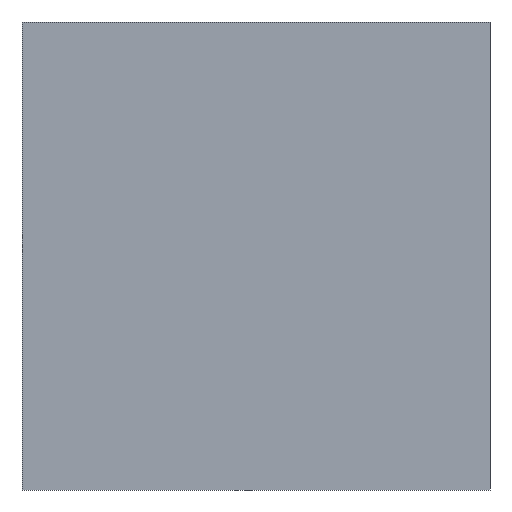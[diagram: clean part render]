
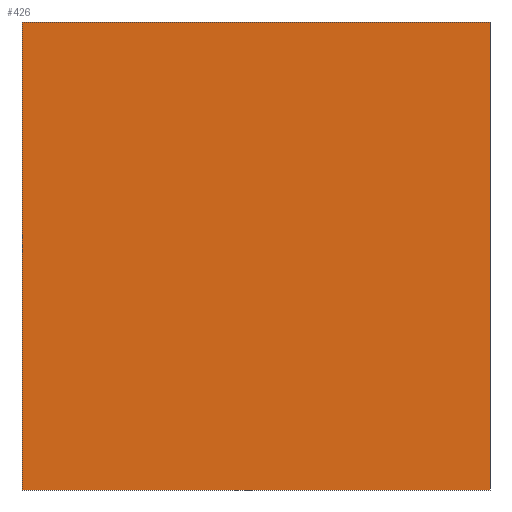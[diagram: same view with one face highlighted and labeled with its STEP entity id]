
A CAD part, left-side view. The second image highlights one B-rep face of the part: STEP entity #426.
In plain terms, the highlighted planar face has unit normal (-1, 0, 0).
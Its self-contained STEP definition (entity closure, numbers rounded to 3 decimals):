
#44 = PLANE('',#45);
#45 = AXIS2_PLACEMENT_3D('',#46,#47,#48);
#46 = CARTESIAN_POINT('',(0.,0.,0.));
#47 = DIRECTION('',(0.,1.,0.));
#48 = DIRECTION('',(0.,0.,1.));
#72 = PLANE('',#73);
#73 = AXIS2_PLACEMENT_3D('',#74,#75,#76);
#74 = CARTESIAN_POINT('',(0.,0.,0.));
#75 = DIRECTION('',(0.,0.,1.));
#76 = DIRECTION('',(1.,0.,0.));
#100 = PLANE('',#101);
#101 = AXIS2_PLACEMENT_3D('',#102,#103,#104);
#102 = CARTESIAN_POINT('',(0.,1.,0.));
#103 = DIRECTION('',(0.,1.,0.));
#104 = DIRECTION('',(0.,0.,1.));
#143 = VERTEX_POINT('',#144);
#144 = CARTESIAN_POINT('',(0.,0.,0.));
#165 = EDGE_CURVE('',#143,#166,#168,.T.);
#166 = VERTEX_POINT('',#167);
#167 = CARTESIAN_POINT('',(0.,0.,1.));
#168 = SURFACE_CURVE('',#169,(#173,#180),.PCURVE_S1.);
#169 = LINE('',#170,#171);
#170 = CARTESIAN_POINT('',(0.,0.,0.));
#171 = VECTOR('',#172,1.);
#172 = DIRECTION('',(0.,0.,1.));
#173 = PCURVE('',#44,#174);
#174 = DEFINITIONAL_REPRESENTATION('',(#175),#179);
#175 = LINE('',#176,#177);
#176 = CARTESIAN_POINT('',(0.,0.));
#177 = VECTOR('',#178,1.);
#178 = DIRECTION('',(1.,0.));
#179 = ( GEOMETRIC_REPRESENTATION_CONTEXT(2) 
PARAMETRIC_REPRESENTATION_CONTEXT() REPRESENTATION_CONTEXT('2D SPACE',''
  ) );
#180 = PCURVE('',#181,#186);
#181 = PLANE('',#182);
#182 = AXIS2_PLACEMENT_3D('',#183,#184,#185);
#183 = CARTESIAN_POINT('',(0.,0.,0.));
#184 = DIRECTION('',(1.,0.,0.));
#185 = DIRECTION('',(0.,0.,1.));
#186 = DEFINITIONAL_REPRESENTATION('',(#187),#191);
#187 = LINE('',#188,#189);
#188 = CARTESIAN_POINT('',(0.,0.));
#189 = VECTOR('',#190,1.);
#190 = DIRECTION('',(1.,0.));
#191 = ( GEOMETRIC_REPRESENTATION_CONTEXT(2) 
PARAMETRIC_REPRESENTATION_CONTEXT() REPRESENTATION_CONTEXT('2D SPACE',''
  ) );
#209 = PLANE('',#210);
#210 = AXIS2_PLACEMENT_3D('',#211,#212,#213);
#211 = CARTESIAN_POINT('',(0.,0.,1.));
#212 = DIRECTION('',(0.,0.,1.));
#213 = DIRECTION('',(1.,0.,0.));
#304 = EDGE_CURVE('',#143,#305,#307,.T.);
#305 = VERTEX_POINT('',#306);
#306 = CARTESIAN_POINT('',(0.,1.,0.));
#307 = SURFACE_CURVE('',#308,(#312,#319),.PCURVE_S1.);
#308 = LINE('',#309,#310);
#309 = CARTESIAN_POINT('',(0.,0.,0.));
#310 = VECTOR('',#311,1.);
#311 = DIRECTION('',(0.,1.,0.));
#312 = PCURVE('',#72,#313);
#313 = DEFINITIONAL_REPRESENTATION('',(#314),#318);
#314 = LINE('',#315,#316);
#315 = CARTESIAN_POINT('',(0.,0.));
#316 = VECTOR('',#317,1.);
#317 = DIRECTION('',(0.,1.));
#318 = ( GEOMETRIC_REPRESENTATION_CONTEXT(2) 
PARAMETRIC_REPRESENTATION_CONTEXT() REPRESENTATION_CONTEXT('2D SPACE',''
  ) );
#319 = PCURVE('',#181,#320);
#320 = DEFINITIONAL_REPRESENTATION('',(#321),#325);
#321 = LINE('',#322,#323);
#322 = CARTESIAN_POINT('',(0.,0.));
#323 = VECTOR('',#324,1.);
#324 = DIRECTION('',(0.,-1.));
#325 = ( GEOMETRIC_REPRESENTATION_CONTEXT(2) 
PARAMETRIC_REPRESENTATION_CONTEXT() REPRESENTATION_CONTEXT('2D SPACE',''
  ) );
#355 = EDGE_CURVE('',#305,#356,#358,.T.);
#356 = VERTEX_POINT('',#357);
#357 = CARTESIAN_POINT('',(0.,1.,1.));
#358 = SURFACE_CURVE('',#359,(#363,#370),.PCURVE_S1.);
#359 = LINE('',#360,#361);
#360 = CARTESIAN_POINT('',(0.,1.,0.));
#361 = VECTOR('',#362,1.);
#362 = DIRECTION('',(0.,0.,1.));
#363 = PCURVE('',#100,#364);
#364 = DEFINITIONAL_REPRESENTATION('',(#365),#369);
#365 = LINE('',#366,#367);
#366 = CARTESIAN_POINT('',(0.,0.));
#367 = VECTOR('',#368,1.);
#368 = DIRECTION('',(1.,0.));
#369 = ( GEOMETRIC_REPRESENTATION_CONTEXT(2) 
PARAMETRIC_REPRESENTATION_CONTEXT() REPRESENTATION_CONTEXT('2D SPACE',''
  ) );
#370 = PCURVE('',#181,#371);
#371 = DEFINITIONAL_REPRESENTATION('',(#372),#376);
#372 = LINE('',#373,#374);
#373 = CARTESIAN_POINT('',(0.,-1.));
#374 = VECTOR('',#375,1.);
#375 = DIRECTION('',(1.,0.));
#376 = ( GEOMETRIC_REPRESENTATION_CONTEXT(2) 
PARAMETRIC_REPRESENTATION_CONTEXT() REPRESENTATION_CONTEXT('2D SPACE',''
  ) );
#404 = EDGE_CURVE('',#166,#356,#405,.T.);
#405 = SURFACE_CURVE('',#406,(#410,#417),.PCURVE_S1.);
#406 = LINE('',#407,#408);
#407 = CARTESIAN_POINT('',(0.,0.,1.));
#408 = VECTOR('',#409,1.);
#409 = DIRECTION('',(0.,1.,0.));
#410 = PCURVE('',#209,#411);
#411 = DEFINITIONAL_REPRESENTATION('',(#412),#416);
#412 = LINE('',#413,#414);
#413 = CARTESIAN_POINT('',(0.,0.));
#414 = VECTOR('',#415,1.);
#415 = DIRECTION('',(0.,1.));
#416 = ( GEOMETRIC_REPRESENTATION_CONTEXT(2) 
PARAMETRIC_REPRESENTATION_CONTEXT() REPRESENTATION_CONTEXT('2D SPACE',''
  ) );
#417 = PCURVE('',#181,#418);
#418 = DEFINITIONAL_REPRESENTATION('',(#419),#423);
#419 = LINE('',#420,#421);
#420 = CARTESIAN_POINT('',(1.,0.));
#421 = VECTOR('',#422,1.);
#422 = DIRECTION('',(0.,-1.));
#423 = ( GEOMETRIC_REPRESENTATION_CONTEXT(2) 
PARAMETRIC_REPRESENTATION_CONTEXT() REPRESENTATION_CONTEXT('2D SPACE',''
  ) );
#426 = ADVANCED_FACE('',(#427),#181,.F.);
#427 = FACE_BOUND('',#428,.F.);
#428 = EDGE_LOOP('',(#429,#430,#431,#432));
#429 = ORIENTED_EDGE('',*,*,#165,.F.);
#430 = ORIENTED_EDGE('',*,*,#304,.T.);
#431 = ORIENTED_EDGE('',*,*,#355,.T.);
#432 = ORIENTED_EDGE('',*,*,#404,.F.);
